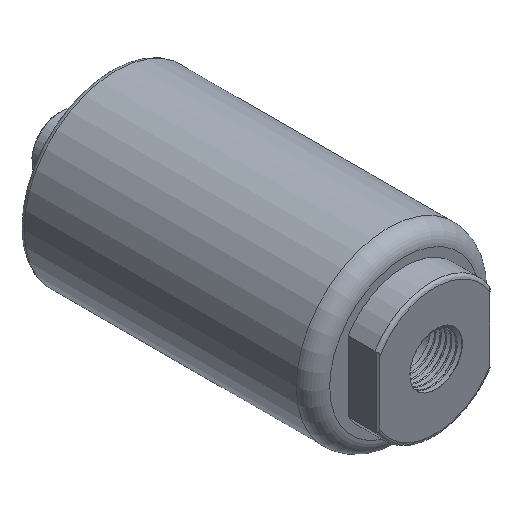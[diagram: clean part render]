
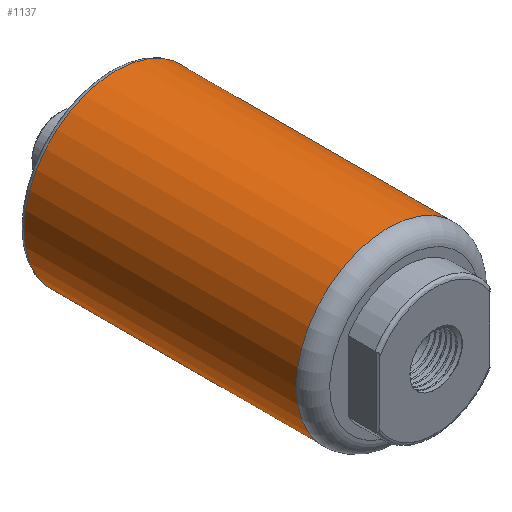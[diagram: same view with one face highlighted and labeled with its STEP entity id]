
A CAD part, isometric view. The second image highlights one B-rep face of the part: STEP entity #1137.
In plain terms, the highlighted cylindrical face has radius 27.5 mm (diameter 55 mm), a full revolution.
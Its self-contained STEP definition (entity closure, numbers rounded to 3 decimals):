
#72 = CARTESIAN_POINT ( 'NONE',  ( 0., 51.171, -27.5 ) ) ;
#218 = FACE_OUTER_BOUND ( 'NONE', #1628, .T. ) ;
#293 = DIRECTION ( 'NONE',  ( 0., 0., 1. ) ) ;
#319 = VERTEX_POINT ( 'NONE', #1227 ) ;
#417 = CARTESIAN_POINT ( 'NONE',  ( 0., 52.671, 0. ) ) ;
#448 = FACE_OUTER_BOUND ( 'NONE', #956, .T. ) ;
#505 = ORIENTED_EDGE ( 'NONE', *, *, #1660, .T. ) ;
#636 = DIRECTION ( 'NONE',  ( 0., -1., 0. ) ) ;
#688 = DIRECTION ( 'NONE',  ( 0., 1., 0. ) ) ;
#756 = AXIS2_PLACEMENT_3D ( 'NONE', #2452, #688, #293 ) ;
#795 = CIRCLE ( 'NONE', #756, 27.5 ) ;
#956 = EDGE_LOOP ( 'NONE', ( #1281 ) ) ;
#1051 = DIRECTION ( 'NONE',  ( 0., 0., 1. ) ) ;
#1137 = ADVANCED_FACE ( 'NONE', ( #448, #218 ), #2349, .T. ) ;
#1213 = AXIS2_PLACEMENT_3D ( 'NONE', #1924, #636, #2603 ) ;
#1216 = VERTEX_POINT ( 'NONE', #72 ) ;
#1227 = CARTESIAN_POINT ( 'NONE',  ( 0., -30.329, 27.5 ) ) ;
#1271 = DIRECTION ( 'NONE',  ( 0., 1., 0. ) ) ;
#1281 = ORIENTED_EDGE ( 'NONE', *, *, #1458, .T. ) ;
#1458 = EDGE_CURVE ( 'NONE', #1216, #1216, #2300, .T. ) ;
#1628 = EDGE_LOOP ( 'NONE', ( #505 ) ) ;
#1660 = EDGE_CURVE ( 'NONE', #319, #319, #795, .T. ) ;
#1924 = CARTESIAN_POINT ( 'NONE',  ( 0., 51.171, 0. ) ) ;
#2300 = CIRCLE ( 'NONE', #1213, 27.5 ) ;
#2349 = CYLINDRICAL_SURFACE ( 'NONE', #2746, 27.5 ) ;
#2452 = CARTESIAN_POINT ( 'NONE',  ( 0., -30.329, 0. ) ) ;
#2603 = DIRECTION ( 'NONE',  ( 0., 0., -1. ) ) ;
#2746 = AXIS2_PLACEMENT_3D ( 'NONE', #417, #1271, #1051 ) ;
